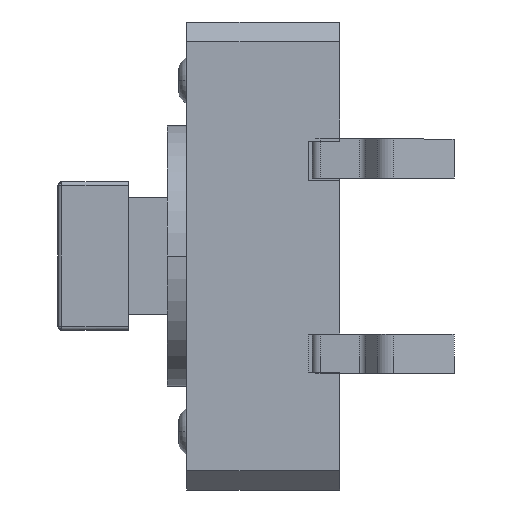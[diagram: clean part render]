
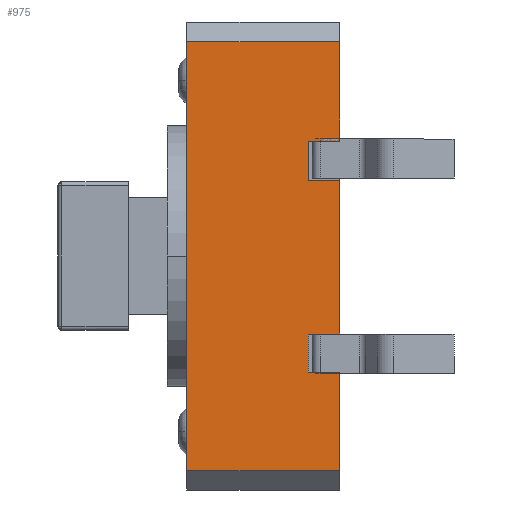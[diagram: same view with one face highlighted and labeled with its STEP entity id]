
A CAD part, left-side view. The second image highlights one B-rep face of the part: STEP entity #975.
In plain terms, the highlighted face is planar.
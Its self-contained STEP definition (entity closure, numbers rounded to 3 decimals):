
#75 = VECTOR ( 'NONE', #1794, 1000. ) ;
#145 = VECTOR ( 'NONE', #2887, 1000. ) ;
#291 = CARTESIAN_POINT ( 'NONE',  ( 6., 1.945, 0. ) ) ;
#337 = CARTESIAN_POINT ( 'NONE',  ( 6., 5.5, 0. ) ) ;
#405 = CARTESIAN_POINT ( 'NONE',  ( 6., 5.5, 3.92 ) ) ;
#466 = CARTESIAN_POINT ( 'NONE',  ( 6., 5.5, 0. ) ) ;
#493 = ORIENTED_EDGE ( 'NONE', *, *, #6627, .T. ) ;
#531 = VECTOR ( 'NONE', #998, 1000. ) ;
#637 = EDGE_CURVE ( 'NONE', #694, #6305, #6671, .T. ) ;
#694 = VERTEX_POINT ( 'NONE', #2753 ) ;
#715 = CARTESIAN_POINT ( 'NONE',  ( 6., -6., 0.8 ) ) ;
#797 = LINE ( 'NONE', #6514, #145 ) ;
#830 = CARTESIAN_POINT ( 'NONE',  ( 6., -6., 3.92 ) ) ;
#912 = DIRECTION ( 'NONE',  ( 0., 1., 0. ) ) ;
#919 = LINE ( 'NONE', #4024, #1376 ) ;
#968 = EDGE_CURVE ( 'NONE', #2241, #1568, #4623, .T. ) ;
#975 = ADVANCED_FACE ( 'NONE', ( #2604 ), #6657, .T. ) ;
#998 = DIRECTION ( 'NONE',  ( 0., 0., -1. ) ) ;
#1015 = DIRECTION ( 'NONE',  ( 0., 0., 1. ) ) ;
#1076 = ORIENTED_EDGE ( 'NONE', *, *, #4132, .T. ) ;
#1188 = VECTOR ( 'NONE', #1847, 1000. ) ;
#1265 = EDGE_CURVE ( 'NONE', #5478, #6179, #6513, .T. ) ;
#1345 = VECTOR ( 'NONE', #5437, 1000. ) ;
#1376 = VECTOR ( 'NONE', #1441, 1000. ) ;
#1441 = DIRECTION ( 'NONE',  ( 0., 0., -1. ) ) ;
#1460 = CARTESIAN_POINT ( 'NONE',  ( 6., 2.945, 0. ) ) ;
#1467 = CARTESIAN_POINT ( 'NONE',  ( 6., -6., 0.8 ) ) ;
#1481 = LINE ( 'NONE', #2547, #5219 ) ;
#1517 = VECTOR ( 'NONE', #912, 1000. ) ;
#1568 = VERTEX_POINT ( 'NONE', #3612 ) ;
#1574 = DIRECTION ( 'NONE',  ( 0., 0., -1. ) ) ;
#1608 = EDGE_CURVE ( 'NONE', #5121, #5329, #4222, .T. ) ;
#1644 = DIRECTION ( 'NONE',  ( 0., 1., 0. ) ) ;
#1794 = DIRECTION ( 'NONE',  ( 0., -1., 0. ) ) ;
#1806 = ORIENTED_EDGE ( 'NONE', *, *, #637, .T. ) ;
#1847 = DIRECTION ( 'NONE',  ( 0., 0., 1. ) ) ;
#2055 = ORIENTED_EDGE ( 'NONE', *, *, #3025, .F. ) ;
#2166 = CARTESIAN_POINT ( 'NONE',  ( 6., 1.945, 0.8 ) ) ;
#2241 = VERTEX_POINT ( 'NONE', #6228 ) ;
#2289 = ORIENTED_EDGE ( 'NONE', *, *, #6499, .F. ) ;
#2372 = EDGE_LOOP ( 'NONE', ( #2055, #5372, #2289, #493, #4832, #5468, #1806, #3879, #1076, #6444, #4211, #5194 ) ) ;
#2374 = EDGE_CURVE ( 'NONE', #5773, #5121, #919, .T. ) ;
#2378 = LINE ( 'NONE', #830, #75 ) ;
#2547 = CARTESIAN_POINT ( 'NONE',  ( 6., 0., 0. ) ) ;
#2604 = FACE_OUTER_BOUND ( 'NONE', #2372, .T. ) ;
#2625 = CARTESIAN_POINT ( 'NONE',  ( 6., 2.945, 0. ) ) ;
#2646 = LINE ( 'NONE', #6221, #5362 ) ;
#2668 = DIRECTION ( 'NONE',  ( 0., 0., -1. ) ) ;
#2733 = EDGE_CURVE ( 'NONE', #6179, #694, #4814, .T. ) ;
#2738 = CARTESIAN_POINT ( 'NONE',  ( 6., -6., 0. ) ) ;
#2753 = CARTESIAN_POINT ( 'NONE',  ( 6., 2.945, 0.8 ) ) ;
#2887 = DIRECTION ( 'NONE',  ( 0., 0., 1. ) ) ;
#3025 = EDGE_CURVE ( 'NONE', #2241, #5329, #2646, .T. ) ;
#3048 = AXIS2_PLACEMENT_3D ( 'NONE', #2738, #6345, #2668 ) ;
#3194 = LINE ( 'NONE', #3292, #5881 ) ;
#3292 = CARTESIAN_POINT ( 'NONE',  ( 6., 0., 0. ) ) ;
#3468 = CARTESIAN_POINT ( 'NONE',  ( 6., -5.5, 3.92 ) ) ;
#3534 = CARTESIAN_POINT ( 'NONE',  ( 6., 1.945, 0. ) ) ;
#3612 = CARTESIAN_POINT ( 'NONE',  ( 6., -2., 0.8 ) ) ;
#3863 = CARTESIAN_POINT ( 'NONE',  ( 6., -5.5, 0. ) ) ;
#3879 = ORIENTED_EDGE ( 'NONE', *, *, #5227, .T. ) ;
#4024 = CARTESIAN_POINT ( 'NONE',  ( 6., -5.5, 0. ) ) ;
#4066 = DIRECTION ( 'NONE',  ( 0., 1., 0. ) ) ;
#4132 = EDGE_CURVE ( 'NONE', #5370, #4976, #5760, .T. ) ;
#4171 = DIRECTION ( 'NONE',  ( 0., 1., 0. ) ) ;
#4211 = ORIENTED_EDGE ( 'NONE', *, *, #2374, .T. ) ;
#4222 = LINE ( 'NONE', #6289, #4777 ) ;
#4313 = CARTESIAN_POINT ( 'NONE',  ( 6., -2., 0. ) ) ;
#4416 = VECTOR ( 'NONE', #1015, 1000. ) ;
#4623 = LINE ( 'NONE', #1467, #1517 ) ;
#4777 = VECTOR ( 'NONE', #1644, 1000. ) ;
#4814 = LINE ( 'NONE', #715, #1345 ) ;
#4832 = ORIENTED_EDGE ( 'NONE', *, *, #1265, .T. ) ;
#4976 = VERTEX_POINT ( 'NONE', #405 ) ;
#5105 = EDGE_CURVE ( 'NONE', #4976, #5773, #2378, .T. ) ;
#5121 = VERTEX_POINT ( 'NONE', #3863 ) ;
#5194 = ORIENTED_EDGE ( 'NONE', *, *, #1608, .T. ) ;
#5219 = VECTOR ( 'NONE', #4066, 1000. ) ;
#5227 = EDGE_CURVE ( 'NONE', #6305, #5370, #1481, .T. ) ;
#5329 = VERTEX_POINT ( 'NONE', #6092 ) ;
#5362 = VECTOR ( 'NONE', #1574, 1000. ) ;
#5370 = VERTEX_POINT ( 'NONE', #337 ) ;
#5372 = ORIENTED_EDGE ( 'NONE', *, *, #968, .T. ) ;
#5437 = DIRECTION ( 'NONE',  ( 0., 1., 0. ) ) ;
#5468 = ORIENTED_EDGE ( 'NONE', *, *, #2733, .T. ) ;
#5478 = VERTEX_POINT ( 'NONE', #3534 ) ;
#5760 = LINE ( 'NONE', #466, #4416 ) ;
#5773 = VERTEX_POINT ( 'NONE', #3468 ) ;
#5881 = VECTOR ( 'NONE', #4171, 1000. ) ;
#6092 = CARTESIAN_POINT ( 'NONE',  ( 6., -3., 0. ) ) ;
#6179 = VERTEX_POINT ( 'NONE', #2166 ) ;
#6221 = CARTESIAN_POINT ( 'NONE',  ( 6., -3., 0.8 ) ) ;
#6228 = CARTESIAN_POINT ( 'NONE',  ( 6., -3., 0.8 ) ) ;
#6237 = VERTEX_POINT ( 'NONE', #4313 ) ;
#6289 = CARTESIAN_POINT ( 'NONE',  ( 6., 0., 0. ) ) ;
#6305 = VERTEX_POINT ( 'NONE', #1460 ) ;
#6345 = DIRECTION ( 'NONE',  ( 1., 0., 0. ) ) ;
#6444 = ORIENTED_EDGE ( 'NONE', *, *, #5105, .T. ) ;
#6499 = EDGE_CURVE ( 'NONE', #6237, #1568, #797, .T. ) ;
#6513 = LINE ( 'NONE', #291, #1188 ) ;
#6514 = CARTESIAN_POINT ( 'NONE',  ( 6., -2., -1.2 ) ) ;
#6627 = EDGE_CURVE ( 'NONE', #6237, #5478, #3194, .T. ) ;
#6657 = PLANE ( 'NONE',  #3048 ) ;
#6671 = LINE ( 'NONE', #2625, #531 ) ;
